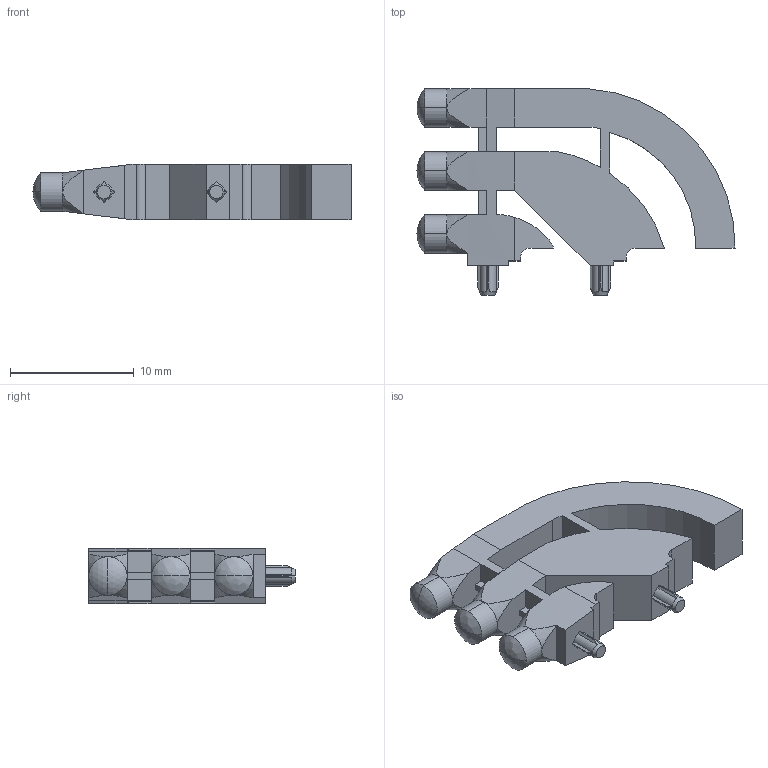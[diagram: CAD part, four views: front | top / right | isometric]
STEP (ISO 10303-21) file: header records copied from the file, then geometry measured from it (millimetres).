
FILE_DESCRIPTION (( 'STEP AP203' ), '1' );
FILE_NAME ('7511B11.STEP', '2016-04-07T21:04:36', ( '' ), ( '' ), 'SwSTEP 2.0', 'SolidWorks 2014', '' );
FILE_SCHEMA (( 'CONFIG_CONTROL_DESIGN' ));
Length unit declared in the file: inch
Products named in the file (1): 7511B11
Bounding box: 25.65 x 16.66 x 4.45 mm (x, y, z)
Volume: 921.2 mm3; surface area: 1068.2 mm2
Topology: 1 solids, 1 shells, 122 faces, 338 edges, 214 vertices
Faces by surface type: plane 77, cylinder 23, cone 16, bspline 4, sphere 2
Entity records: 4184 total; most frequent: CARTESIAN_POINT 1095, ORIENTED_EDGE 668, DIRECTION 579, EDGE_CURVE 334, VERTEX_POINT 214, VECTOR 211, LINE 211, AXIS2_PLACEMENT_3D 184
